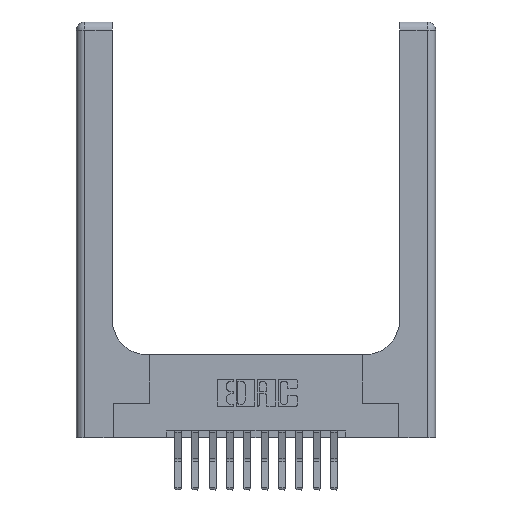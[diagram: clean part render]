
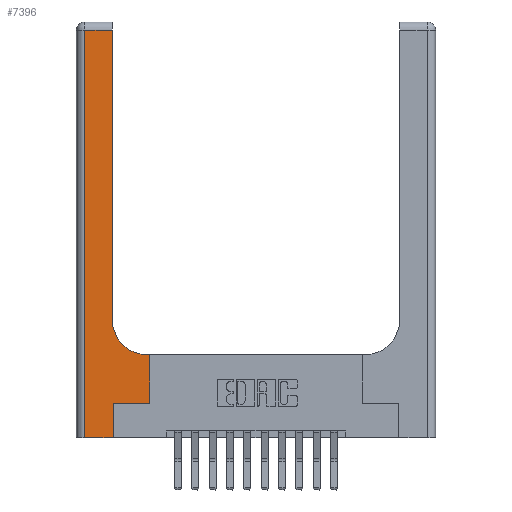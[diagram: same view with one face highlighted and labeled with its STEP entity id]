
A CAD part, top view. The second image highlights one B-rep face of the part: STEP entity #7396.
In plain terms, the highlighted planar face has unit normal (0, 0, 1).
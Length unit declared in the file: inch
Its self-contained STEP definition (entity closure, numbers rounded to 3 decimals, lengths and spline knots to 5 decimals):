
#27 = CIRCLE ( 'NONE', #6970, 0.25 ) ;
#33 = LINE ( 'NONE', #15264, #302 ) ;
#302 = VECTOR ( 'NONE', #16355, 39.37008 ) ;
#382 = CARTESIAN_POINT ( 'NONE',  ( 0.26, 0.6, 0.37 ) ) ;
#404 = ORIENTED_EDGE ( 'NONE', *, *, #14344, .T. ) ;
#1205 = CARTESIAN_POINT ( 'NONE',  ( 0.26, 3., 0.37 ) ) ;
#1443 = ORIENTED_EDGE ( 'NONE', *, *, #7779, .T. ) ;
#1808 = VERTEX_POINT ( 'NONE', #9294 ) ;
#1823 = CARTESIAN_POINT ( 'NONE',  ( 0., 0., 0.37 ) ) ;
#1979 = EDGE_CURVE ( 'NONE', #3248, #13596, #7112, .T. ) ;
#2673 = ORIENTED_EDGE ( 'NONE', *, *, #12764, .T. ) ;
#2822 = CARTESIAN_POINT ( 'NONE',  ( 0.51, 0.85, 0.37 ) ) ;
#2844 = CARTESIAN_POINT ( 'NONE',  ( 0.26, 2.94, 0.37 ) ) ;
#3178 = FACE_OUTER_BOUND ( 'NONE', #14442, .T. ) ;
#3248 = VERTEX_POINT ( 'NONE', #13413 ) ;
#3920 = EDGE_CURVE ( 'NONE', #11161, #9274, #9337, .T. ) ;
#4011 = EDGE_CURVE ( 'NONE', #9274, #11004, #8258, .T. ) ;
#4390 = DIRECTION ( 'NONE',  ( 0., -1., 0. ) ) ;
#5339 = ORIENTED_EDGE ( 'NONE', *, *, #4011, .T. ) ;
#5410 = DIRECTION ( 'NONE',  ( 0., 1., 0. ) ) ;
#5512 = DIRECTION ( 'NONE',  ( -1., 0., 0. ) ) ;
#5566 = VECTOR ( 'NONE', #4390, 39.37008 ) ;
#5672 = CARTESIAN_POINT ( 'NONE',  ( 0.528, 0.25, 0.37 ) ) ;
#5831 = LINE ( 'NONE', #382, #8532 ) ;
#5868 = DIRECTION ( 'NONE',  ( 1., 0., 0. ) ) ;
#6882 = ORIENTED_EDGE ( 'NONE', *, *, #1979, .T. ) ;
#6970 = AXIS2_PLACEMENT_3D ( 'NONE', #2822, #7955, #14402 ) ;
#7112 = LINE ( 'NONE', #1823, #10756 ) ;
#7218 = VERTEX_POINT ( 'NONE', #2844 ) ;
#7322 = CARTESIAN_POINT ( 'NONE',  ( 0.528, 0.25, 0.37 ) ) ;
#7396 = ADVANCED_FACE ( 'NONE', ( #3178 ), #12233, .F. ) ;
#7430 = LINE ( 'NONE', #13623, #13441 ) ;
#7779 = EDGE_CURVE ( 'NONE', #13192, #1808, #27, .T. ) ;
#7955 = DIRECTION ( 'NONE',  ( 0., 0., -1. ) ) ;
#8258 = LINE ( 'NONE', #5672, #12530 ) ;
#8259 = VECTOR ( 'NONE', #5410, 39.37008 ) ;
#8401 = CARTESIAN_POINT ( 'NONE',  ( 0.06, 3., 0.37 ) ) ;
#8532 = VECTOR ( 'NONE', #5512, 39.37008 ) ;
#8721 = CARTESIAN_POINT ( 'NONE',  ( 0.51, 0.6, 0.37 ) ) ;
#8832 = AXIS2_PLACEMENT_3D ( 'NONE', #12325, #12415, #13425 ) ;
#8940 = VERTEX_POINT ( 'NONE', #15785 ) ;
#9074 = LINE ( 'NONE', #1205, #8259 ) ;
#9274 = VERTEX_POINT ( 'NONE', #7322 ) ;
#9294 = CARTESIAN_POINT ( 'NONE',  ( 0.26, 0.85, 0.37 ) ) ;
#9337 = LINE ( 'NONE', #14448, #9574 ) ;
#9574 = VECTOR ( 'NONE', #10672, 39.37008 ) ;
#9603 = ORIENTED_EDGE ( 'NONE', *, *, #10554, .T. ) ;
#9724 = ORIENTED_EDGE ( 'NONE', *, *, #11575, .T. ) ;
#10012 = DIRECTION ( 'NONE',  ( 0., 1., 0. ) ) ;
#10554 = EDGE_CURVE ( 'NONE', #7218, #8940, #33, .T. ) ;
#10672 = DIRECTION ( 'NONE',  ( 1., 0., 0. ) ) ;
#10756 = VECTOR ( 'NONE', #5868, 39.37008 ) ;
#10892 = LINE ( 'NONE', #8401, #5566 ) ;
#11004 = VERTEX_POINT ( 'NONE', #16503 ) ;
#11161 = VERTEX_POINT ( 'NONE', #14732 ) ;
#11254 = ORIENTED_EDGE ( 'NONE', *, *, #3920, .T. ) ;
#11575 = EDGE_CURVE ( 'NONE', #13596, #11161, #7430, .T. ) ;
#12233 = PLANE ( 'NONE',  #8832 ) ;
#12325 = CARTESIAN_POINT ( 'NONE',  ( 0., 3., 0.37 ) ) ;
#12415 = DIRECTION ( 'NONE',  ( 0., 0., -1. ) ) ;
#12530 = VECTOR ( 'NONE', #13837, 39.37008 ) ;
#12546 = ORIENTED_EDGE ( 'NONE', *, *, #12941, .T. ) ;
#12764 = EDGE_CURVE ( 'NONE', #11004, #13192, #5831, .T. ) ;
#12941 = EDGE_CURVE ( 'NONE', #1808, #7218, #9074, .T. ) ;
#13192 = VERTEX_POINT ( 'NONE', #8721 ) ;
#13413 = CARTESIAN_POINT ( 'NONE',  ( 0.06, 0., 0.37 ) ) ;
#13425 = DIRECTION ( 'NONE',  ( -1., 0., 0. ) ) ;
#13441 = VECTOR ( 'NONE', #10012, 39.37008 ) ;
#13596 = VERTEX_POINT ( 'NONE', #15597 ) ;
#13623 = CARTESIAN_POINT ( 'NONE',  ( 0.265, 0., 0.37 ) ) ;
#13837 = DIRECTION ( 'NONE',  ( 0., 1., 0. ) ) ;
#14344 = EDGE_CURVE ( 'NONE', #8940, #3248, #10892, .T. ) ;
#14402 = DIRECTION ( 'NONE',  ( 1., 0., 0. ) ) ;
#14442 = EDGE_LOOP ( 'NONE', ( #12546, #9603, #404, #6882, #9724, #11254, #5339, #2673, #1443 ) ) ;
#14448 = CARTESIAN_POINT ( 'NONE',  ( 0.265, 0.25, 0.37 ) ) ;
#14732 = CARTESIAN_POINT ( 'NONE',  ( 0.265, 0.25, 0.37 ) ) ;
#15264 = CARTESIAN_POINT ( 'NONE',  ( 0., 2.94, 0.37 ) ) ;
#15597 = CARTESIAN_POINT ( 'NONE',  ( 0.265, 0., 0.37 ) ) ;
#15785 = CARTESIAN_POINT ( 'NONE',  ( 0.06, 2.94, 0.37 ) ) ;
#16355 = DIRECTION ( 'NONE',  ( -1., 0., 0. ) ) ;
#16503 = CARTESIAN_POINT ( 'NONE',  ( 0.528, 0.6, 0.37 ) ) ;
